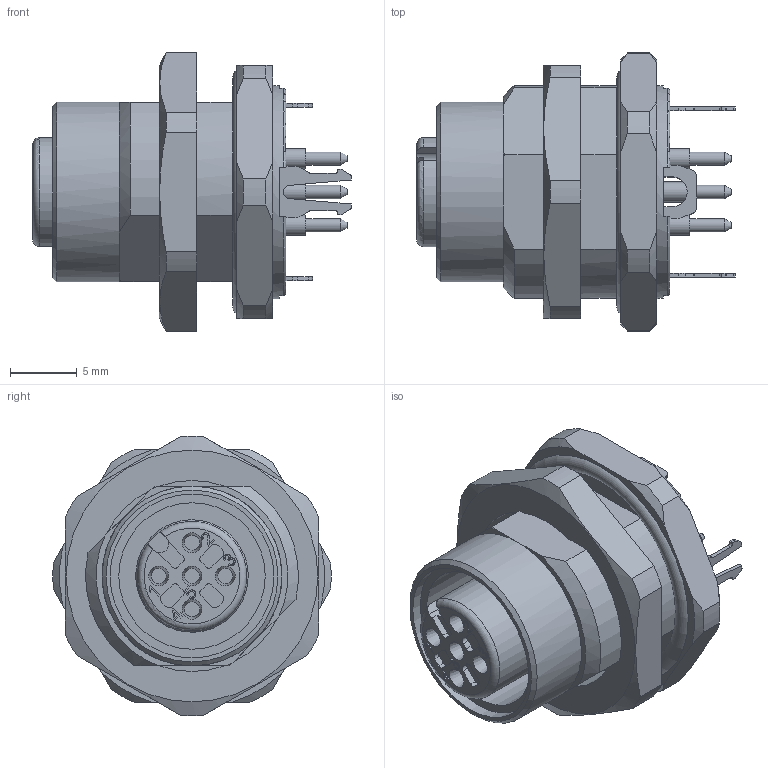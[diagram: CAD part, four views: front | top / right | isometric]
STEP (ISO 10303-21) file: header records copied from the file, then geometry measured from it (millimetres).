
FILE_DESCRIPTION(/* description */ (''),/* implementation_level */ '2;1');
FILE_NAME(/* name */ 'AL-FHM12KSA5-P_M16.stp',/* time_stamp */ '2018-07-05T11:36:28+02:00',/* author */ (''),/* organization */ (''),/* preprocessor_version */ 'ST-DEVELOPER v16',/* originating_system */ 'SIEMENS PLM Software NX 10.0',/* authorisation */ '');
FILE_SCHEMA (('AUTOMOTIVE_DESIGN { 1 0 10303 214 3 1 1 1 }'));
Length unit declared in the file: millimetre
Products named in the file (1): v.sh064030B7dqxu
Bounding box: 23.9 x 20.89 x 20.99 mm (x, y, z)
Volume: 3324.7 mm3; surface area: 2958.9 mm2
Topology: 2 solids, 2 shells, 351 faces, 972 edges, 643 vertices
Faces by surface type: plane 177, cylinder 101, extrusion 32, cone 30, torus 11
Full cylindrical faces by diameter (mm): 1 x5, 1.15 x5, 1.5 x5, 11 x1, 12.3 x1, 13.5 x1, 16 x2
Entity records: 11711 total; most frequent: CARTESIAN_POINT 3010, ORIENTED_EDGE 1852, DIRECTION 1663, EDGE_CURVE 926, VERTEX_POINT 634, AXIS2_PLACEMENT_3D 579, VECTOR 505, LINE 473
